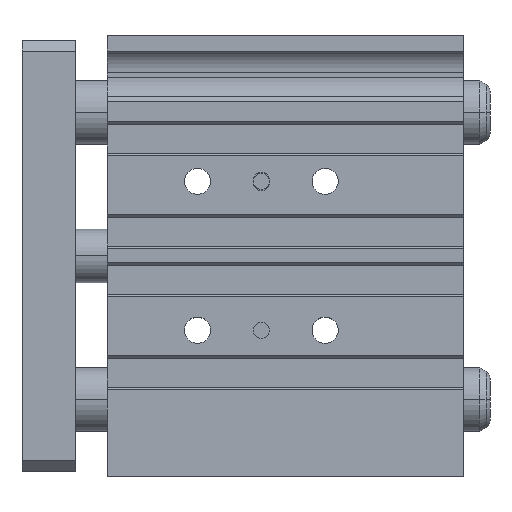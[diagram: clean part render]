
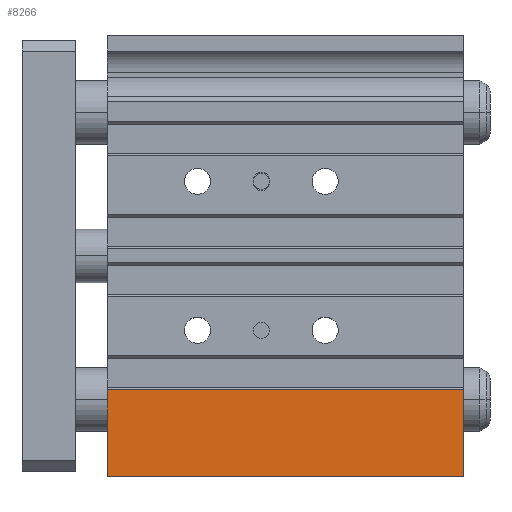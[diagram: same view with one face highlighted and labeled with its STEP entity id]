
A CAD part, top view. The second image highlights one B-rep face of the part: STEP entity #8266.
In plain terms, the highlighted planar face has unit normal (0, 0, 1).
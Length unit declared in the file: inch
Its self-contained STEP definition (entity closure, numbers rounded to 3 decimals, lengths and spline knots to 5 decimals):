
#368 = LINE ( 'NONE', #5576, #3064 ) ;
#622 = FACE_OUTER_BOUND ( 'NONE', #9071, .T. ) ;
#636 = AXIS2_PLACEMENT_3D ( 'NONE', #2378, #4289, #9999 ) ;
#669 = PLANE ( 'NONE',  #636 ) ;
#761 = DIRECTION ( 'NONE',  ( 0., -1., 0. ) ) ;
#867 = VERTEX_POINT ( 'NONE', #9516 ) ;
#1341 = CARTESIAN_POINT ( 'NONE',  ( 2.6378, -0.99213, 0.70866 ) ) ;
#2378 = CARTESIAN_POINT ( 'NONE',  ( 2.6378, -0.99213, 0.70866 ) ) ;
#2431 = VECTOR ( 'NONE', #5351, 39.37008 ) ;
#3064 = VECTOR ( 'NONE', #7211, 39.37008 ) ;
#3293 = LINE ( 'NONE', #5761, #9298 ) ;
#3852 = ORIENTED_EDGE ( 'NONE', *, *, #5057, .F. ) ;
#4042 = LINE ( 'NONE', #8370, #8842 ) ;
#4289 = DIRECTION ( 'NONE',  ( 0., 0., -1. ) ) ;
#4402 = ORIENTED_EDGE ( 'NONE', *, *, #10777, .F. ) ;
#4678 = CARTESIAN_POINT ( 'NONE',  ( 0., -0.99213, 0.70866 ) ) ;
#5057 = EDGE_CURVE ( 'NONE', #7212, #6334, #3293, .T. ) ;
#5351 = DIRECTION ( 'NONE',  ( -1., 0., 0. ) ) ;
#5576 = CARTESIAN_POINT ( 'NONE',  ( 0., -0.99213, 0.70866 ) ) ;
#5735 = VERTEX_POINT ( 'NONE', #4678 ) ;
#5761 = CARTESIAN_POINT ( 'NONE',  ( 2.6378, -0.99213, 0.70866 ) ) ;
#5869 = DIRECTION ( 'NONE',  ( -1., 0., 0. ) ) ;
#6334 = VERTEX_POINT ( 'NONE', #7462 ) ;
#6969 = EDGE_CURVE ( 'NONE', #5735, #867, #368, .T. ) ;
#7211 = DIRECTION ( 'NONE',  ( 0., -1., 0. ) ) ;
#7212 = VERTEX_POINT ( 'NONE', #10125 ) ;
#7462 = CARTESIAN_POINT ( 'NONE',  ( 2.6378, -1.63386, 0.70866 ) ) ;
#8079 = EDGE_CURVE ( 'NONE', #7212, #5735, #8852, .T. ) ;
#8266 = ADVANCED_FACE ( 'NONE', ( #622 ), #669, .F. ) ;
#8355 = ORIENTED_EDGE ( 'NONE', *, *, #6969, .T. ) ;
#8370 = CARTESIAN_POINT ( 'NONE',  ( 2.6378, -1.63386, 0.70866 ) ) ;
#8842 = VECTOR ( 'NONE', #5869, 39.37008 ) ;
#8852 = LINE ( 'NONE', #1341, #2431 ) ;
#9071 = EDGE_LOOP ( 'NONE', ( #8355, #4402, #3852, #9310 ) ) ;
#9298 = VECTOR ( 'NONE', #761, 39.37008 ) ;
#9310 = ORIENTED_EDGE ( 'NONE', *, *, #8079, .T. ) ;
#9516 = CARTESIAN_POINT ( 'NONE',  ( 0., -1.63386, 0.70866 ) ) ;
#9999 = DIRECTION ( 'NONE',  ( 0., -1., 0. ) ) ;
#10125 = CARTESIAN_POINT ( 'NONE',  ( 2.6378, -0.99213, 0.70866 ) ) ;
#10777 = EDGE_CURVE ( 'NONE', #6334, #867, #4042, .T. ) ;
